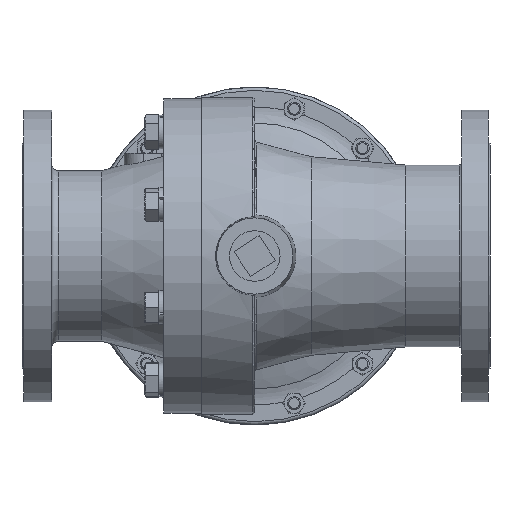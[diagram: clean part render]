
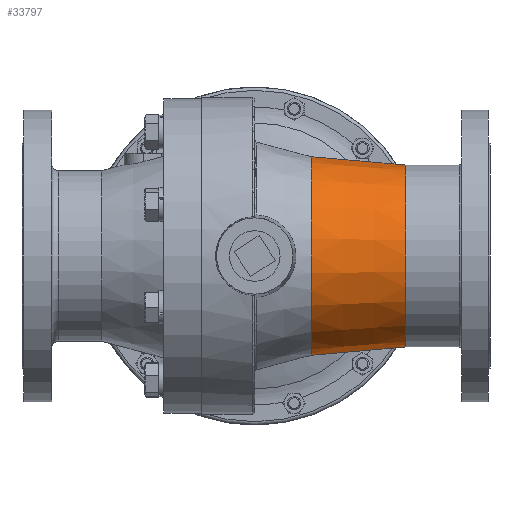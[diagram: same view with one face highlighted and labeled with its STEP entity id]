
A CAD part, front view. The second image highlights one B-rep face of the part: STEP entity #33797.
In plain terms, the highlighted conical face has half-angle 5 degrees and reference radius 87.164 mm.
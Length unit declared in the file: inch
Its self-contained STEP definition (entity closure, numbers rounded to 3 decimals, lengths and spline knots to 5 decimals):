
#967 = DIRECTION ( 'NONE',  ( -1., 0., 0. ) ) ;
#3840 = EDGE_CURVE ( 'NONE', #23943, #32305, #14896, .T. ) ;
#4502 = ORIENTED_EDGE ( 'NONE', *, *, #28712, .F. ) ;
#4891 = VERTEX_POINT ( 'NONE', #20575 ) ;
#5153 = ORIENTED_EDGE ( 'NONE', *, *, #33536, .T. ) ;
#8258 = CARTESIAN_POINT ( 'NONE',  ( 2.125, 0., 0. ) ) ;
#8336 = DIRECTION ( 'NONE',  ( -1., 0., 0. ) ) ;
#8444 = VECTOR ( 'NONE', #27592, 39.37008 ) ;
#9157 = CARTESIAN_POINT ( 'NONE',  ( 5.68922, 0., -3.43164 ) ) ;
#9865 = LINE ( 'NONE', #9157, #23819 ) ;
#10884 = AXIS2_PLACEMENT_3D ( 'NONE', #8258, #26644, #10910 ) ;
#10910 = DIRECTION ( 'NONE',  ( 0., 0., 1. ) ) ;
#13007 = VERTEX_POINT ( 'NONE', #21986 ) ;
#13594 = DIRECTION ( 'NONE',  ( 0., 0., 1. ) ) ;
#14314 = DIRECTION ( 'NONE',  ( -0.996, 0., -0.087 ) ) ;
#14896 = CIRCLE ( 'NONE', #10884, 3.74347 ) ;
#15211 = CARTESIAN_POINT ( 'NONE',  ( 2.125, 0., -3.74347 ) ) ;
#16078 = AXIS2_PLACEMENT_3D ( 'NONE', #16686, #967, #19353 ) ;
#16686 = CARTESIAN_POINT ( 'NONE',  ( 5.68922, 0., 0. ) ) ;
#17074 = LINE ( 'NONE', #17109, #8444 ) ;
#17109 = CARTESIAN_POINT ( 'NONE',  ( 5.68922, 0., 3.43164 ) ) ;
#18495 = ORIENTED_EDGE ( 'NONE', *, *, #3840, .F. ) ;
#19353 = DIRECTION ( 'NONE',  ( 0., 0., 1. ) ) ;
#20575 = CARTESIAN_POINT ( 'NONE',  ( 5.68922, 0., -3.43164 ) ) ;
#21220 = AXIS2_PLACEMENT_3D ( 'NONE', #26720, #8336, #13594 ) ;
#21986 = CARTESIAN_POINT ( 'NONE',  ( 5.68922, 0., 3.43164 ) ) ;
#23178 = EDGE_LOOP ( 'NONE', ( #4502, #32744, #5153, #18495 ) ) ;
#23266 = CIRCLE ( 'NONE', #16078, 3.43164 ) ;
#23819 = VECTOR ( 'NONE', #14314, 39.37008 ) ;
#23943 = VERTEX_POINT ( 'NONE', #15211 ) ;
#26644 = DIRECTION ( 'NONE',  ( -1., 0., 0. ) ) ;
#26720 = CARTESIAN_POINT ( 'NONE',  ( 5.68922, 0., 0. ) ) ;
#27592 = DIRECTION ( 'NONE',  ( -0.996, 0., 0.087 ) ) ;
#28712 = EDGE_CURVE ( 'NONE', #4891, #23943, #9865, .T. ) ;
#29379 = CARTESIAN_POINT ( 'NONE',  ( 2.125, 0., 3.74347 ) ) ;
#30631 = CONICAL_SURFACE ( 'NONE', #21220, 3.43164, 0.087 ) ;
#32305 = VERTEX_POINT ( 'NONE', #29379 ) ;
#32744 = ORIENTED_EDGE ( 'NONE', *, *, #32813, .T. ) ;
#32813 = EDGE_CURVE ( 'NONE', #4891, #13007, #23266, .T. ) ;
#33135 = FACE_OUTER_BOUND ( 'NONE', #23178, .T. ) ;
#33536 = EDGE_CURVE ( 'NONE', #13007, #32305, #17074, .T. ) ;
#33797 = ADVANCED_FACE ( 'NONE', ( #33135 ), #30631, .T. ) ;
